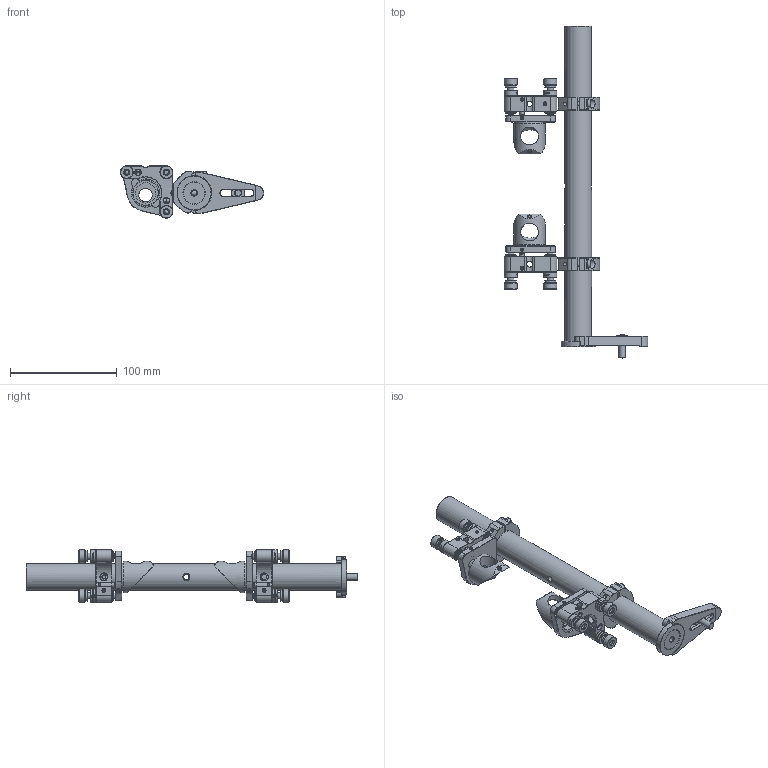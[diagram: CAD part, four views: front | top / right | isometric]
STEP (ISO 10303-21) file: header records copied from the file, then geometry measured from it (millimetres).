
FILE_DESCRIPTION (( 'STEP AP203' ), '1' );
FILE_NAME ('528150.STEP', '2024-05-28T03:03:53', ( 'Windows User' ), ( 'P R C' ), 'SwSTEP 2.0', 'SolidWorks 2020', '' );
FILE_SCHEMA (( 'CONFIG_CONTROL_DESIGN' ));
Length unit declared in the file: millimetre
Products named in the file (1): 528150
Bounding box: 134 x 310.5 x 49 mm (x, y, z)
Surface area: 77441.1 mm2 (no closed solid volume)
Topology: 0 solids, 112 shells, 847 faces, 2459 edges, 1681 vertices
Faces by surface type: plane 371, cone 249, cylinder 187, bspline 40
Full cylindrical faces by diameter (mm): 2.5 x5, 3 x8, 3.3 x3, 4 x16, 5 x3, 5.5 x1, 6 x16, 7.2 x2, 7.5 x4, 8 x4, 9.5 x11, 10 x6, 10.2 x1, 12 x12, 12.5 x1, 12.7 x2, 16.662 x2, 19.05 x2, 23.4 x2, 25 x1, 25.4 x2, 29.464 x2, 32 x1
Entity records: 61004 total; most frequent: CARTESIAN_POINT 41522, DIRECTION 3824, ORIENTED_EDGE 3369, EDGE_CURVE 2042, VERTEX_POINT 1534, AXIS2_PLACEMENT_3D 1505, EDGE_LOOP 1264, FACE_OUTER_BOUND 959
